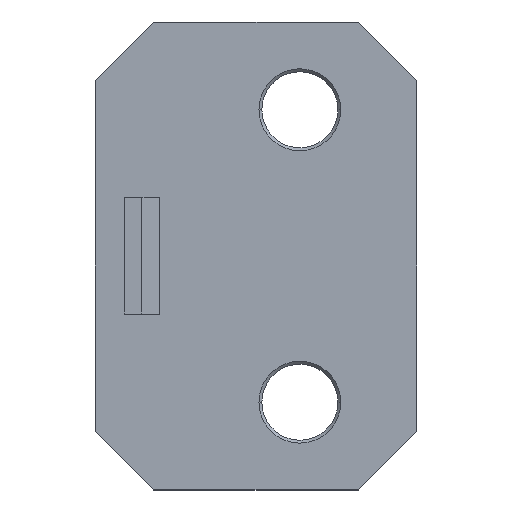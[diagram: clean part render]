
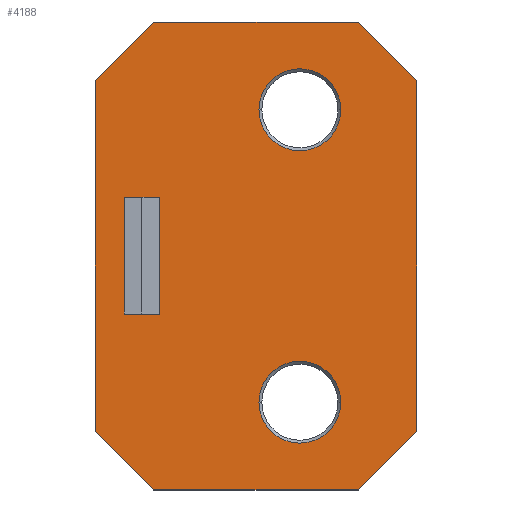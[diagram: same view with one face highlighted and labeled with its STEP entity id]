
A CAD part, top view. The second image highlights one B-rep face of the part: STEP entity #4188.
In plain terms, the highlighted planar face has unit normal (0, 0, 1).
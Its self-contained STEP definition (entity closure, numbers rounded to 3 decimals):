
#113 = CARTESIAN_POINT ( 'NONE',  ( -27.5, 30., 5. ) ) ;
#129 = CARTESIAN_POINT ( 'NONE',  ( -17.5, -40., 5. ) ) ;
#177 = EDGE_CURVE ( 'NONE', #799, #5602, #8194, .T. ) ;
#195 = CARTESIAN_POINT ( 'NONE',  ( -17.5, 40., 5. ) ) ;
#239 = VECTOR ( 'NONE', #6320, 1000. ) ;
#262 = CIRCLE ( 'NONE', #8489, 7. ) ;
#408 = DIRECTION ( 'NONE',  ( 0., 0., -1. ) ) ;
#487 = CARTESIAN_POINT ( 'NONE',  ( -27.5, 30., 5. ) ) ;
#592 = CARTESIAN_POINT ( 'NONE',  ( 7.5, 25., 5. ) ) ;
#624 = CIRCLE ( 'NONE', #7266, 7. ) ;
#650 = ORIENTED_EDGE ( 'NONE', *, *, #6856, .F. ) ;
#755 = VECTOR ( 'NONE', #9554, 1000. ) ;
#799 = VERTEX_POINT ( 'NONE', #8672 ) ;
#887 = VERTEX_POINT ( 'NONE', #3348 ) ;
#888 = CARTESIAN_POINT ( 'NONE',  ( 27.5, 30., 5. ) ) ;
#948 = ORIENTED_EDGE ( 'NONE', *, *, #3552, .T. ) ;
#960 = PLANE ( 'NONE',  #9759 ) ;
#1115 = CARTESIAN_POINT ( 'NONE',  ( -22.5, 10., 5. ) ) ;
#1283 = LINE ( 'NONE', #888, #5252 ) ;
#1310 = CARTESIAN_POINT ( 'NONE',  ( 17.5, -40., 5. ) ) ;
#1326 = CARTESIAN_POINT ( 'NONE',  ( 17.5, 40., 5. ) ) ;
#1329 = VERTEX_POINT ( 'NONE', #8555 ) ;
#1405 = FACE_BOUND ( 'NONE', #7831, .T. ) ;
#1566 = ORIENTED_EDGE ( 'NONE', *, *, #8601, .F. ) ;
#1603 = CARTESIAN_POINT ( 'NONE',  ( 27.5, -30., 5. ) ) ;
#1612 = DIRECTION ( 'NONE',  ( 0.707, 0.707, 0. ) ) ;
#1692 = CARTESIAN_POINT ( 'NONE',  ( 0., 0., 5. ) ) ;
#1758 = VECTOR ( 'NONE', #8267, 1000. ) ;
#1859 = CIRCLE ( 'NONE', #7205, 7. ) ;
#1953 = CARTESIAN_POINT ( 'NONE',  ( -16.5, -10., 5. ) ) ;
#2015 = VERTEX_POINT ( 'NONE', #4487 ) ;
#2022 = EDGE_CURVE ( 'NONE', #1329, #3420, #5741, .T. ) ;
#2123 = LINE ( 'NONE', #487, #6074 ) ;
#2201 = ORIENTED_EDGE ( 'NONE', *, *, #8173, .T. ) ;
#2229 = LINE ( 'NONE', #1115, #239 ) ;
#2231 = EDGE_CURVE ( 'NONE', #8391, #5495, #624, .T. ) ;
#2233 = VECTOR ( 'NONE', #5815, 1000. ) ;
#2238 = AXIS2_PLACEMENT_3D ( 'NONE', #4865, #408, #5595 ) ;
#2273 = VERTEX_POINT ( 'NONE', #195 ) ;
#2446 = DIRECTION ( 'NONE',  ( 0., 0., 1. ) ) ;
#2486 = CARTESIAN_POINT ( 'NONE',  ( -22.5, 10., 5. ) ) ;
#2669 = EDGE_CURVE ( 'NONE', #2273, #6665, #8027, .T. ) ;
#2908 = DIRECTION ( 'NONE',  ( 0., 0., -1. ) ) ;
#3050 = CIRCLE ( 'NONE', #2238, 7. ) ;
#3086 = VERTEX_POINT ( 'NONE', #1603 ) ;
#3112 = DIRECTION ( 'NONE',  ( -1., 0., 0. ) ) ;
#3170 = DIRECTION ( 'NONE',  ( 0., 0., -1. ) ) ;
#3272 = LINE ( 'NONE', #7604, #9314 ) ;
#3338 = CARTESIAN_POINT ( 'NONE',  ( -16.5, -10., 5. ) ) ;
#3348 = CARTESIAN_POINT ( 'NONE',  ( -27.5, -30., 5. ) ) ;
#3420 = VERTEX_POINT ( 'NONE', #1310 ) ;
#3422 = LINE ( 'NONE', #9173, #6941 ) ;
#3552 = EDGE_CURVE ( 'NONE', #887, #1329, #8256, .T. ) ;
#3568 = DIRECTION ( 'NONE',  ( 1., 0., 0. ) ) ;
#3750 = ORIENTED_EDGE ( 'NONE', *, *, #7225, .T. ) ;
#3806 = EDGE_CURVE ( 'NONE', #3086, #2015, #1283, .T. ) ;
#3876 = DIRECTION ( 'NONE',  ( -1., 0., 0. ) ) ;
#3952 = CARTESIAN_POINT ( 'NONE',  ( 0.5, 25., 5. ) ) ;
#3953 = ORIENTED_EDGE ( 'NONE', *, *, #4995, .T. ) ;
#3965 = EDGE_LOOP ( 'NONE', ( #3750, #5478 ) ) ;
#4018 = ORIENTED_EDGE ( 'NONE', *, *, #2669, .T. ) ;
#4142 = VECTOR ( 'NONE', #3568, 1000. ) ;
#4153 = EDGE_CURVE ( 'NONE', #4851, #6709, #1859, .T. ) ;
#4186 = CARTESIAN_POINT ( 'NONE',  ( -16.5, 10., 5. ) ) ;
#4188 = ADVANCED_FACE ( 'NONE', ( #1405, #5354, #7632, #9183 ), #960, .T. ) ;
#4487 = CARTESIAN_POINT ( 'NONE',  ( 27.5, 30., 5. ) ) ;
#4612 = CARTESIAN_POINT ( 'NONE',  ( 14.5, 25., 5. ) ) ;
#4638 = ORIENTED_EDGE ( 'NONE', *, *, #2022, .T. ) ;
#4692 = LINE ( 'NONE', #4186, #755 ) ;
#4743 = VERTEX_POINT ( 'NONE', #1326 ) ;
#4744 = DIRECTION ( 'NONE',  ( 0., 0., -1. ) ) ;
#4763 = VERTEX_POINT ( 'NONE', #5118 ) ;
#4851 = VERTEX_POINT ( 'NONE', #5918 ) ;
#4865 = CARTESIAN_POINT ( 'NONE',  ( 7.5, -25., 5. ) ) ;
#4950 = ORIENTED_EDGE ( 'NONE', *, *, #6982, .T. ) ;
#4995 = EDGE_CURVE ( 'NONE', #4743, #2273, #9232, .T. ) ;
#5118 = CARTESIAN_POINT ( 'NONE',  ( -16.5, 10., 5. ) ) ;
#5227 = CARTESIAN_POINT ( 'NONE',  ( -17.5, 40., 5. ) ) ;
#5252 = VECTOR ( 'NONE', #6861, 1000. ) ;
#5280 = VECTOR ( 'NONE', #1612, 1000. ) ;
#5326 = CARTESIAN_POINT ( 'NONE',  ( -27.5, -30., 5. ) ) ;
#5354 = FACE_BOUND ( 'NONE', #3965, .T. ) ;
#5413 = DIRECTION ( 'NONE',  ( -0.707, 0.707, 0. ) ) ;
#5477 = ORIENTED_EDGE ( 'NONE', *, *, #2231, .T. ) ;
#5478 = ORIENTED_EDGE ( 'NONE', *, *, #4153, .T. ) ;
#5495 = VERTEX_POINT ( 'NONE', #3952 ) ;
#5506 = VERTEX_POINT ( 'NONE', #2486 ) ;
#5595 = DIRECTION ( 'NONE',  ( 1., 0., 0. ) ) ;
#5602 = VERTEX_POINT ( 'NONE', #3338 ) ;
#5677 = DIRECTION ( 'NONE',  ( 0., -1., 0. ) ) ;
#5741 = LINE ( 'NONE', #129, #1758 ) ;
#5815 = DIRECTION ( 'NONE',  ( -0.707, -0.707, 0. ) ) ;
#5849 = EDGE_CURVE ( 'NONE', #4763, #5506, #3422, .T. ) ;
#5918 = CARTESIAN_POINT ( 'NONE',  ( 0.5, -25., 5. ) ) ;
#6074 = VECTOR ( 'NONE', #5677, 1000. ) ;
#6170 = VECTOR ( 'NONE', #8377, 1000. ) ;
#6175 = ORIENTED_EDGE ( 'NONE', *, *, #177, .F. ) ;
#6320 = DIRECTION ( 'NONE',  ( 0., -1., 0. ) ) ;
#6665 = VERTEX_POINT ( 'NONE', #113 ) ;
#6709 = VERTEX_POINT ( 'NONE', #6903 ) ;
#6856 = EDGE_CURVE ( 'NONE', #5602, #4763, #4692, .T. ) ;
#6861 = DIRECTION ( 'NONE',  ( 0., 1., 0. ) ) ;
#6866 = CARTESIAN_POINT ( 'NONE',  ( 27.5, -30., 5. ) ) ;
#6903 = CARTESIAN_POINT ( 'NONE',  ( 14.5, -25., 5. ) ) ;
#6941 = VECTOR ( 'NONE', #3876, 1000. ) ;
#6982 = EDGE_CURVE ( 'NONE', #5495, #8391, #262, .T. ) ;
#7145 = EDGE_CURVE ( 'NONE', #3420, #3086, #9326, .T. ) ;
#7205 = AXIS2_PLACEMENT_3D ( 'NONE', #7701, #3170, #8464 ) ;
#7225 = EDGE_CURVE ( 'NONE', #6709, #4851, #3050, .T. ) ;
#7266 = AXIS2_PLACEMENT_3D ( 'NONE', #592, #4744, #9265 ) ;
#7439 = CARTESIAN_POINT ( 'NONE',  ( 7.5, 25., 5. ) ) ;
#7466 = VECTOR ( 'NONE', #3112, 1000. ) ;
#7584 = ORIENTED_EDGE ( 'NONE', *, *, #7145, .T. ) ;
#7604 = CARTESIAN_POINT ( 'NONE',  ( 17.5, 40., 5. ) ) ;
#7632 = FACE_OUTER_BOUND ( 'NONE', #7693, .T. ) ;
#7646 = CARTESIAN_POINT ( 'NONE',  ( -17.5, 40., 5. ) ) ;
#7693 = EDGE_LOOP ( 'NONE', ( #2201, #948, #4638, #7584, #8665, #8661, #3953, #4018 ) ) ;
#7701 = CARTESIAN_POINT ( 'NONE',  ( 7.5, -25., 5. ) ) ;
#7730 = DIRECTION ( 'NONE',  ( 1., 0., 0. ) ) ;
#7831 = EDGE_LOOP ( 'NONE', ( #5477, #4950 ) ) ;
#7934 = EDGE_CURVE ( 'NONE', #2015, #4743, #3272, .T. ) ;
#8027 = LINE ( 'NONE', #5227, #2233 ) ;
#8173 = EDGE_CURVE ( 'NONE', #6665, #887, #2123, .T. ) ;
#8194 = LINE ( 'NONE', #1953, #4142 ) ;
#8215 = DIRECTION ( 'NONE',  ( 1., 0., 0. ) ) ;
#8256 = LINE ( 'NONE', #5326, #6170 ) ;
#8267 = DIRECTION ( 'NONE',  ( 1., 0., 0. ) ) ;
#8315 = EDGE_LOOP ( 'NONE', ( #6175, #1566, #9043, #650 ) ) ;
#8377 = DIRECTION ( 'NONE',  ( 0.707, -0.707, 0. ) ) ;
#8391 = VERTEX_POINT ( 'NONE', #4612 ) ;
#8464 = DIRECTION ( 'NONE',  ( 1., 0., 0. ) ) ;
#8489 = AXIS2_PLACEMENT_3D ( 'NONE', #7439, #2908, #8215 ) ;
#8555 = CARTESIAN_POINT ( 'NONE',  ( -17.5, -40., 5. ) ) ;
#8601 = EDGE_CURVE ( 'NONE', #5506, #799, #2229, .T. ) ;
#8661 = ORIENTED_EDGE ( 'NONE', *, *, #7934, .T. ) ;
#8665 = ORIENTED_EDGE ( 'NONE', *, *, #3806, .T. ) ;
#8672 = CARTESIAN_POINT ( 'NONE',  ( -22.5, -10., 5. ) ) ;
#9043 = ORIENTED_EDGE ( 'NONE', *, *, #5849, .F. ) ;
#9173 = CARTESIAN_POINT ( 'NONE',  ( -16.5, 10., 5. ) ) ;
#9183 = FACE_BOUND ( 'NONE', #8315, .T. ) ;
#9232 = LINE ( 'NONE', #7646, #7466 ) ;
#9265 = DIRECTION ( 'NONE',  ( 1., 0., 0. ) ) ;
#9314 = VECTOR ( 'NONE', #5413, 1000. ) ;
#9326 = LINE ( 'NONE', #6866, #5280 ) ;
#9554 = DIRECTION ( 'NONE',  ( 0., 1., 0. ) ) ;
#9759 = AXIS2_PLACEMENT_3D ( 'NONE', #1692, #2446, #7730 ) ;
